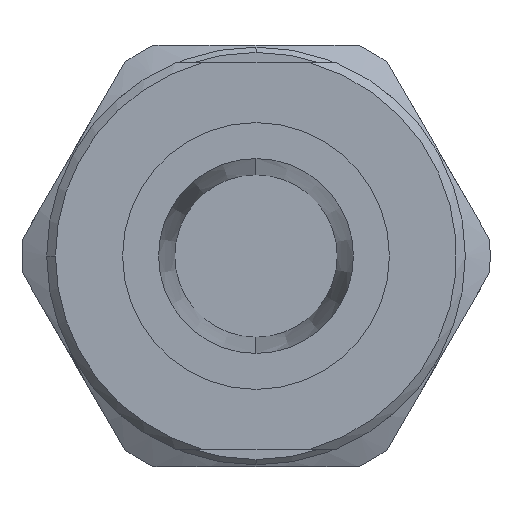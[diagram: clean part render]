
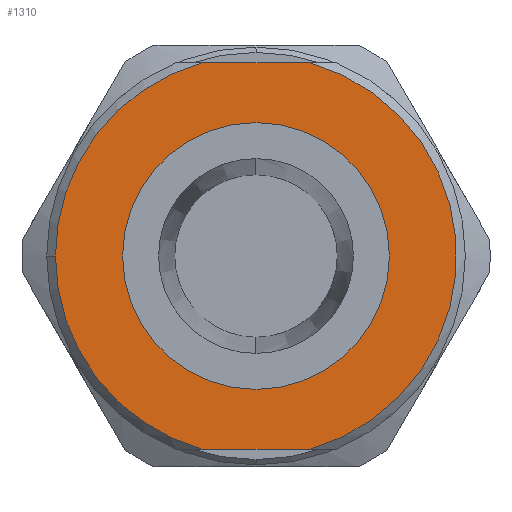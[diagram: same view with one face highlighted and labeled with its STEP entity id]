
A CAD part, left-side view. The second image highlights one B-rep face of the part: STEP entity #1310.
In plain terms, the highlighted planar face has unit normal (-1, 0, 0).
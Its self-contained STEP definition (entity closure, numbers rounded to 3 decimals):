
#93 = DIRECTION ( 'NONE',  ( 0., -1., 0. ) ) ;
#95 = PLANE ( 'NONE',  #7199 ) ;
#99 = CARTESIAN_POINT ( 'NONE',  ( -9., 0., 0. ) ) ;
#101 = DIRECTION ( 'NONE',  ( -1., 0., 0. ) ) ;
#323 = ORIENTED_EDGE ( 'NONE', *, *, #4322, .F. ) ;
#352 = ORIENTED_EDGE ( 'NONE', *, *, #4325, .T. ) ;
#371 = ORIENTED_EDGE ( 'NONE', *, *, #4134, .T. ) ;
#431 = ORIENTED_EDGE ( 'NONE', *, *, #4318, .T. ) ;
#510 = ORIENTED_EDGE ( 'NONE', *, *, #4321, .T. ) ;
#569 = ORIENTED_EDGE ( 'NONE', *, *, #7091, .T. ) ;
#582 = ORIENTED_EDGE ( 'NONE', *, *, #4327, .F. ) ;
#1050 = CIRCLE ( 'NONE', #3767, 11.425 ) ;
#1053 = CIRCLE ( 'NONE', #3773, 7.6 ) ;
#1055 = CIRCLE ( 'NONE', #3770, 11.425 ) ;
#1065 = LINE ( 'NONE', #3224, #1068 ) ;
#1068 = VECTOR ( 'NONE', #3231, 1000. ) ;
#1069 = LINE ( 'NONE', #3250, #1077 ) ;
#1077 = VECTOR ( 'NONE', #3238, 1000. ) ;
#1310 = ADVANCED_FACE ( 'NONE', ( #7303, #7309 ), #95, .T. ) ;
#2271 = CIRCLE ( 'NONE', #3830, 7.6 ) ;
#3224 = CARTESIAN_POINT ( 'NONE',  ( -9., 6.689, 11. ) ) ;
#3225 = CARTESIAN_POINT ( 'NONE',  ( -9., 0., 0. ) ) ;
#3226 = DIRECTION ( 'NONE',  ( -1., 0., 0. ) ) ;
#3227 = DIRECTION ( 'NONE',  ( 0., -1., 0. ) ) ;
#3231 = DIRECTION ( 'NONE',  ( 0., -1., 0. ) ) ;
#3235 = CARTESIAN_POINT ( 'NONE',  ( -9., 0., 0. ) ) ;
#3236 = DIRECTION ( 'NONE',  ( -1., 0., 0. ) ) ;
#3237 = DIRECTION ( 'NONE',  ( 0., -1., 0. ) ) ;
#3238 = DIRECTION ( 'NONE',  ( 0., 1., 0. ) ) ;
#3246 = CARTESIAN_POINT ( 'NONE',  ( -9., 0., 0. ) ) ;
#3247 = DIRECTION ( 'NONE',  ( 1., 0., 0. ) ) ;
#3248 = DIRECTION ( 'NONE',  ( 0., 0., -1. ) ) ;
#3250 = CARTESIAN_POINT ( 'NONE',  ( -9., 8.961, -11. ) ) ;
#3714 = AXIS2_PLACEMENT_3D ( 'NONE', #8222, #8223, #8224 ) ;
#3767 = AXIS2_PLACEMENT_3D ( 'NONE', #3225, #3226, #3227 ) ;
#3770 = AXIS2_PLACEMENT_3D ( 'NONE', #3235, #3236, #3237 ) ;
#3773 = AXIS2_PLACEMENT_3D ( 'NONE', #3246, #3247, #3248 ) ;
#3830 = AXIS2_PLACEMENT_3D ( 'NONE', #6168, #6169, #6170 ) ;
#3928 = EDGE_LOOP ( 'NONE', ( #582, #431, #323, #510, #371 ) ) ;
#4121 = EDGE_LOOP ( 'NONE', ( #569, #352 ) ) ;
#4134 = EDGE_CURVE ( 'NONE', #7652, #7613, #4536, .T. ) ;
#4318 = EDGE_CURVE ( 'NONE', #7607, #7678, #1050, .T. ) ;
#4321 = EDGE_CURVE ( 'NONE', #7951, #7652, #1055, .T. ) ;
#4322 = EDGE_CURVE ( 'NONE', #7951, #7678, #1065, .T. ) ;
#4325 = EDGE_CURVE ( 'NONE', #8014, #7846, #1053, .T. ) ;
#4327 = EDGE_CURVE ( 'NONE', #7607, #7613, #1069, .T. ) ;
#4536 = CIRCLE ( 'NONE', #3714, 11.425 ) ;
#6168 = CARTESIAN_POINT ( 'NONE',  ( -9., 0., 0. ) ) ;
#6169 = DIRECTION ( 'NONE',  ( 1., 0., 0. ) ) ;
#6170 = DIRECTION ( 'NONE',  ( 0., 0., -1. ) ) ;
#6285 = CARTESIAN_POINT ( 'NONE',  ( -9., -3.087, -11. ) ) ;
#6289 = CARTESIAN_POINT ( 'NONE',  ( -9., 3.087, -11. ) ) ;
#6307 = CARTESIAN_POINT ( 'NONE',  ( -9., 11.425, 0. ) ) ;
#6325 = CARTESIAN_POINT ( 'NONE',  ( -9., -3.087, 11. ) ) ;
#6400 = CARTESIAN_POINT ( 'NONE',  ( -9., 0., -7.6 ) ) ;
#6457 = CARTESIAN_POINT ( 'NONE',  ( -9., 3.087, 11. ) ) ;
#6495 = CARTESIAN_POINT ( 'NONE',  ( -9., 0., 7.6 ) ) ;
#7091 = EDGE_CURVE ( 'NONE', #7846, #8014, #2271, .T. ) ;
#7199 = AXIS2_PLACEMENT_3D ( 'NONE', #99, #101, #93 ) ;
#7303 = FACE_OUTER_BOUND ( 'NONE', #3928, .T. ) ;
#7309 = FACE_BOUND ( 'NONE', #4121, .T. ) ;
#7607 = VERTEX_POINT ( 'NONE', #6285 ) ;
#7613 = VERTEX_POINT ( 'NONE', #6289 ) ;
#7652 = VERTEX_POINT ( 'NONE', #6307 ) ;
#7678 = VERTEX_POINT ( 'NONE', #6325 ) ;
#7846 = VERTEX_POINT ( 'NONE', #6400 ) ;
#7951 = VERTEX_POINT ( 'NONE', #6457 ) ;
#8014 = VERTEX_POINT ( 'NONE', #6495 ) ;
#8222 = CARTESIAN_POINT ( 'NONE',  ( -9., 0., 0. ) ) ;
#8223 = DIRECTION ( 'NONE',  ( -1., 0., 0. ) ) ;
#8224 = DIRECTION ( 'NONE',  ( 0., -1., 0. ) ) ;
